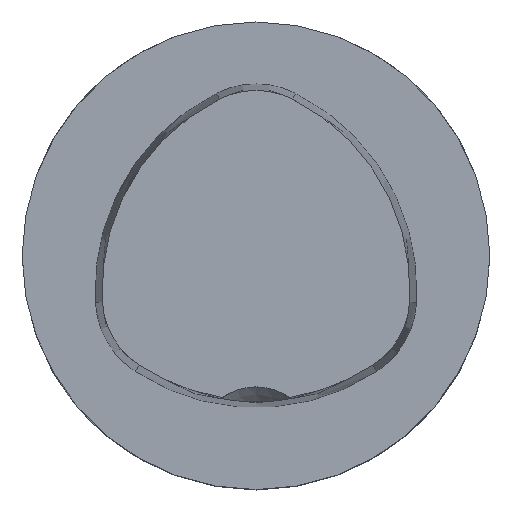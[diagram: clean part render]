
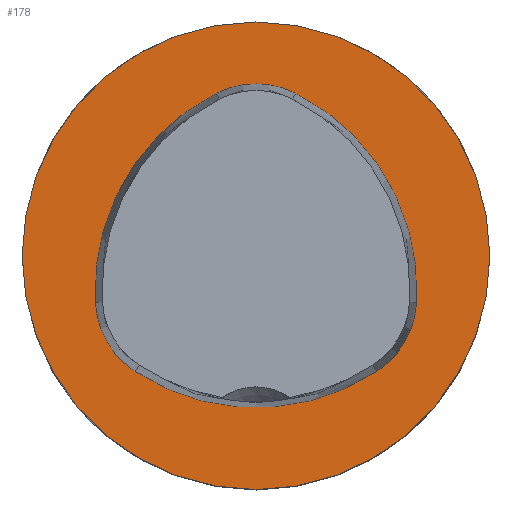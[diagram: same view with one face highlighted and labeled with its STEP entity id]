
A CAD part, top view. The second image highlights one B-rep face of the part: STEP entity #178.
In plain terms, the highlighted planar face has unit normal (0, 0, 1).
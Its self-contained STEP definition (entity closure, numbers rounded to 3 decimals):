
#140=PLANE('',#714);
#178=ADVANCED_FACE('',(#220,#221),#140,.T.);
#220=FACE_BOUND('',#288,.T.);
#221=FACE_BOUND('',#289,.T.);
#288=EDGE_LOOP('',(#409));
#289=EDGE_LOOP('',(#410,#411,#412,#413,#414,#415));
#409=ORIENTED_EDGE('',*,*,#562,.F.);
#410=ORIENTED_EDGE('',*,*,#537,.F.);
#411=ORIENTED_EDGE('',*,*,#535,.F.);
#412=ORIENTED_EDGE('',*,*,#533,.F.);
#413=ORIENTED_EDGE('',*,*,#531,.F.);
#414=ORIENTED_EDGE('',*,*,#529,.F.);
#415=ORIENTED_EDGE('',*,*,#527,.F.);
#471=VERTEX_POINT('',#1025);
#472=VERTEX_POINT('',#1027);
#473=VERTEX_POINT('',#1031);
#474=VERTEX_POINT('',#1035);
#475=VERTEX_POINT('',#1039);
#476=VERTEX_POINT('',#1043);
#493=VERTEX_POINT('',#1101);
#527=EDGE_CURVE('',#471,#472,#594,.T.);
#529=EDGE_CURVE('',#472,#473,#595,.T.);
#531=EDGE_CURVE('',#473,#474,#596,.T.);
#533=EDGE_CURVE('',#474,#475,#597,.T.);
#535=EDGE_CURVE('',#475,#476,#598,.T.);
#537=EDGE_CURVE('',#476,#471,#599,.T.);
#562=EDGE_CURVE('',#493,#493,#600,.T.);
#594=CIRCLE('',#681,15.063);
#595=CIRCLE('',#683,6.063);
#596=CIRCLE('',#685,15.063);
#597=CIRCLE('',#687,6.063);
#598=CIRCLE('',#689,15.063);
#599=CIRCLE('',#691,6.063);
#600=CIRCLE('',#713,16.);
#681=AXIS2_PLACEMENT_3D('',#1026,#819,#820);
#683=AXIS2_PLACEMENT_3D('',#1030,#824,#825);
#685=AXIS2_PLACEMENT_3D('',#1034,#829,#830);
#687=AXIS2_PLACEMENT_3D('',#1038,#834,#835);
#689=AXIS2_PLACEMENT_3D('',#1042,#839,#840);
#691=AXIS2_PLACEMENT_3D('',#1046,#844,#845);
#713=AXIS2_PLACEMENT_3D('',#1100,#904,#905);
#714=AXIS2_PLACEMENT_3D('',#1102,#906,#907);
#819=DIRECTION('',(0.,0.,1.));
#820=DIRECTION('',(1.,0.,0.));
#824=DIRECTION('',(0.,0.,1.));
#825=DIRECTION('',(1.,0.,0.));
#829=DIRECTION('',(0.,0.,1.));
#830=DIRECTION('',(1.,0.,0.));
#834=DIRECTION('',(0.,0.,1.));
#835=DIRECTION('',(1.,0.,0.));
#839=DIRECTION('',(0.,0.,1.));
#840=DIRECTION('',(1.,0.,0.));
#844=DIRECTION('',(0.,0.,1.));
#845=DIRECTION('',(1.,0.,0.));
#904=DIRECTION('',(0.,0.,-1.));
#905=DIRECTION('',(-1.,0.,0.));
#906=DIRECTION('',(0.,0.,1.));
#907=DIRECTION('',(0.,1.,0.));
#1025=CARTESIAN_POINT('',(-2.728,11.115,0.));
#1026=CARTESIAN_POINT('',(4.049,-2.338,0.));
#1027=CARTESIAN_POINT('',(-10.989,-3.195,0.));
#1030=CARTESIAN_POINT('',(-4.936,-2.85,0.));
#1031=CARTESIAN_POINT('',(-8.262,-7.919,0.));
#1034=CARTESIAN_POINT('',(0.,4.675,0.));
#1035=CARTESIAN_POINT('',(8.262,-7.919,0.));
#1038=CARTESIAN_POINT('',(4.936,-2.85,0.));
#1039=CARTESIAN_POINT('',(10.989,-3.195,0.));
#1042=CARTESIAN_POINT('',(-4.049,-2.338,0.));
#1043=CARTESIAN_POINT('',(2.728,11.115,0.));
#1046=CARTESIAN_POINT('',(0.,5.7,0.));
#1100=CARTESIAN_POINT('',(0.,0.,0.));
#1101=CARTESIAN_POINT('',(-16.,0.,0.));
#1102=CARTESIAN_POINT('',(-8.,0.,0.));
